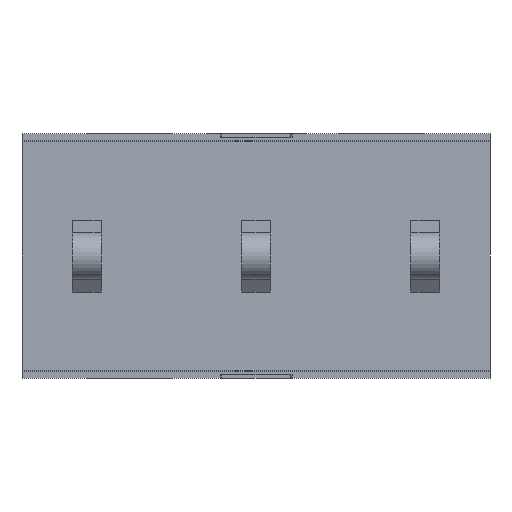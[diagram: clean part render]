
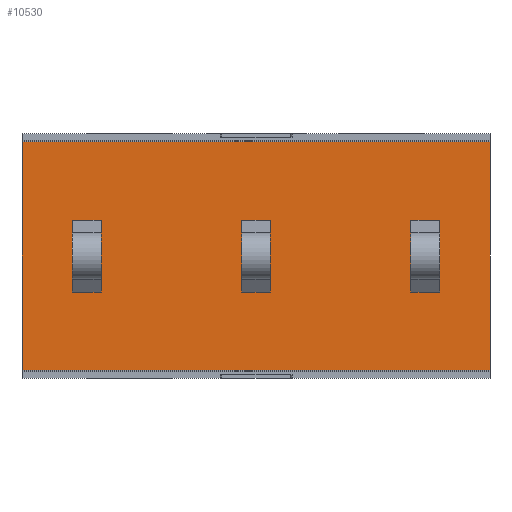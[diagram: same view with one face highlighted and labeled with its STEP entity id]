
A CAD part, front view. The second image highlights one B-rep face of the part: STEP entity #10530.
In plain terms, the highlighted planar face has unit normal (0, -1, 0).
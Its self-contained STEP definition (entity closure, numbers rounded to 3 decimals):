
#39=FACE_BOUND('',#1252,.T.);
#40=FACE_BOUND('',#1253,.T.);
#41=FACE_BOUND('',#1254,.T.);
#74=PLANE('',#11116);
#680=FACE_OUTER_BOUND('',#1251,.T.);
#1251=EDGE_LOOP('',(#7967,#7968,#7969,#7970));
#1252=EDGE_LOOP('',(#7971,#7972,#7973,#7974));
#1253=EDGE_LOOP('',(#7975,#7976,#7977,#7978));
#1254=EDGE_LOOP('',(#7979,#7980,#7981,#7982));
#2255=LINE('',#15298,#3770);
#2264=LINE('',#15320,#3779);
#2269=LINE('',#15329,#3784);
#2275=LINE('',#15345,#3790);
#2276=LINE('',#15348,#3791);
#2277=LINE('',#15350,#3792);
#2278=LINE('',#15352,#3793);
#2279=LINE('',#15353,#3794);
#2280=LINE('',#15356,#3795);
#2281=LINE('',#15358,#3796);
#2282=LINE('',#15360,#3797);
#2283=LINE('',#15361,#3798);
#2284=LINE('',#15364,#3799);
#2285=LINE('',#15366,#3800);
#2286=LINE('',#15368,#3801);
#2287=LINE('',#15369,#3802);
#3770=VECTOR('',#12200,6.36);
#3779=VECTOR('',#12217,13.);
#3784=VECTOR('',#12224,6.36);
#3790=VECTOR('',#12238,13.);
#3791=VECTOR('',#12239,0.8);
#3792=VECTOR('',#12240,2.);
#3793=VECTOR('',#12241,0.8);
#3794=VECTOR('',#12242,2.);
#3795=VECTOR('',#12243,0.8);
#3796=VECTOR('',#12244,2.);
#3797=VECTOR('',#12245,0.8);
#3798=VECTOR('',#12246,2.);
#3799=VECTOR('',#12247,0.8);
#3800=VECTOR('',#12248,2.);
#3801=VECTOR('',#12249,0.8);
#3802=VECTOR('',#12250,2.);
#5310=VERTEX_POINT('',#15296);
#5311=VERTEX_POINT('',#15297);
#5320=VERTEX_POINT('',#15319);
#5323=VERTEX_POINT('',#15327);
#5330=VERTEX_POINT('',#15346);
#5331=VERTEX_POINT('',#15347);
#5332=VERTEX_POINT('',#15349);
#5333=VERTEX_POINT('',#15351);
#5334=VERTEX_POINT('',#15354);
#5335=VERTEX_POINT('',#15355);
#5336=VERTEX_POINT('',#15357);
#5337=VERTEX_POINT('',#15359);
#5338=VERTEX_POINT('',#15362);
#5339=VERTEX_POINT('',#15363);
#5340=VERTEX_POINT('',#15365);
#5341=VERTEX_POINT('',#15367);
#6353=EDGE_CURVE('',#5310,#5311,#2255,.T.);
#6364=EDGE_CURVE('',#5320,#5310,#2264,.T.);
#6369=EDGE_CURVE('',#5323,#5320,#2269,.T.);
#6377=EDGE_CURVE('',#5323,#5311,#2275,.T.);
#6378=EDGE_CURVE('',#5330,#5331,#2276,.T.);
#6379=EDGE_CURVE('',#5331,#5332,#2277,.T.);
#6380=EDGE_CURVE('',#5333,#5332,#2278,.T.);
#6381=EDGE_CURVE('',#5330,#5333,#2279,.T.);
#6382=EDGE_CURVE('',#5334,#5335,#2280,.T.);
#6383=EDGE_CURVE('',#5335,#5336,#2281,.T.);
#6384=EDGE_CURVE('',#5337,#5336,#2282,.T.);
#6385=EDGE_CURVE('',#5334,#5337,#2283,.T.);
#6386=EDGE_CURVE('',#5338,#5339,#2284,.T.);
#6387=EDGE_CURVE('',#5339,#5340,#2285,.T.);
#6388=EDGE_CURVE('',#5341,#5340,#2286,.T.);
#6389=EDGE_CURVE('',#5338,#5341,#2287,.T.);
#7967=ORIENTED_EDGE('',*,*,#6369,.F.);
#7968=ORIENTED_EDGE('',*,*,#6377,.T.);
#7969=ORIENTED_EDGE('',*,*,#6353,.F.);
#7970=ORIENTED_EDGE('',*,*,#6364,.F.);
#7971=ORIENTED_EDGE('',*,*,#6378,.T.);
#7972=ORIENTED_EDGE('',*,*,#6379,.T.);
#7973=ORIENTED_EDGE('',*,*,#6380,.F.);
#7974=ORIENTED_EDGE('',*,*,#6381,.F.);
#7975=ORIENTED_EDGE('',*,*,#6382,.T.);
#7976=ORIENTED_EDGE('',*,*,#6383,.T.);
#7977=ORIENTED_EDGE('',*,*,#6384,.F.);
#7978=ORIENTED_EDGE('',*,*,#6385,.F.);
#7979=ORIENTED_EDGE('',*,*,#6386,.T.);
#7980=ORIENTED_EDGE('',*,*,#6387,.T.);
#7981=ORIENTED_EDGE('',*,*,#6388,.F.);
#7982=ORIENTED_EDGE('',*,*,#6389,.F.);
#10530=ADVANCED_FACE('',(#680,#39,#40,#41),#74,.F.);
#11116=AXIS2_PLACEMENT_3D('',#15344,#12236,#12237);
#12200=DIRECTION('',(0.,0.,-1.));
#12217=DIRECTION('',(1.,0.,0.));
#12224=DIRECTION('',(0.,0.,1.));
#12236=DIRECTION('center_axis',(0.,1.,0.));
#12237=DIRECTION('ref_axis',(1.,0.,0.));
#12238=DIRECTION('',(1.,0.,0.));
#12239=DIRECTION('',(1.,0.,0.));
#12240=DIRECTION('',(0.,0.,-1.));
#12241=DIRECTION('',(1.,0.,0.));
#12242=DIRECTION('',(0.,0.,-1.));
#12243=DIRECTION('',(1.,0.,0.));
#12244=DIRECTION('',(0.,0.,-1.));
#12245=DIRECTION('',(1.,0.,0.));
#12246=DIRECTION('',(0.,0.,-1.));
#12247=DIRECTION('',(1.,0.,0.));
#12248=DIRECTION('',(0.,0.,-1.));
#12249=DIRECTION('',(1.,0.,0.));
#12250=DIRECTION('',(0.,0.,-1.));
#15296=CARTESIAN_POINT('',(6.5,0.,3.18));
#15297=CARTESIAN_POINT('',(6.5,0.,-3.18));
#15298=CARTESIAN_POINT('',(6.5,0.,3.18));
#15319=CARTESIAN_POINT('',(-6.5,0.,3.18));
#15320=CARTESIAN_POINT('',(-6.5,0.,3.18));
#15327=CARTESIAN_POINT('',(-6.5,0.,-3.18));
#15329=CARTESIAN_POINT('',(-6.5,0.,-3.18));
#15344=CARTESIAN_POINT('Origin',(0.,0.,0.));
#15345=CARTESIAN_POINT('',(-6.5,0.,-3.18));
#15346=CARTESIAN_POINT('',(-0.4,0.,1.));
#15347=CARTESIAN_POINT('',(0.4,0.,1.));
#15348=CARTESIAN_POINT('',(-0.4,0.,1.));
#15349=CARTESIAN_POINT('',(0.4,0.,-1.));
#15350=CARTESIAN_POINT('',(0.4,0.,1.));
#15351=CARTESIAN_POINT('',(-0.4,0.,-1.));
#15352=CARTESIAN_POINT('',(-0.4,0.,-1.));
#15353=CARTESIAN_POINT('',(-0.4,0.,1.));
#15354=CARTESIAN_POINT('',(4.3,0.,1.));
#15355=CARTESIAN_POINT('',(5.1,0.,1.));
#15356=CARTESIAN_POINT('',(4.3,0.,1.));
#15357=CARTESIAN_POINT('',(5.1,0.,-1.));
#15358=CARTESIAN_POINT('',(5.1,0.,1.));
#15359=CARTESIAN_POINT('',(4.3,0.,-1.));
#15360=CARTESIAN_POINT('',(4.3,0.,-1.));
#15361=CARTESIAN_POINT('',(4.3,0.,1.));
#15362=CARTESIAN_POINT('',(-5.1,0.,1.));
#15363=CARTESIAN_POINT('',(-4.3,0.,1.));
#15364=CARTESIAN_POINT('',(-5.1,0.,1.));
#15365=CARTESIAN_POINT('',(-4.3,0.,-1.));
#15366=CARTESIAN_POINT('',(-4.3,0.,1.));
#15367=CARTESIAN_POINT('',(-5.1,0.,-1.));
#15368=CARTESIAN_POINT('',(-5.1,0.,-1.));
#15369=CARTESIAN_POINT('',(-5.1,0.,1.));
